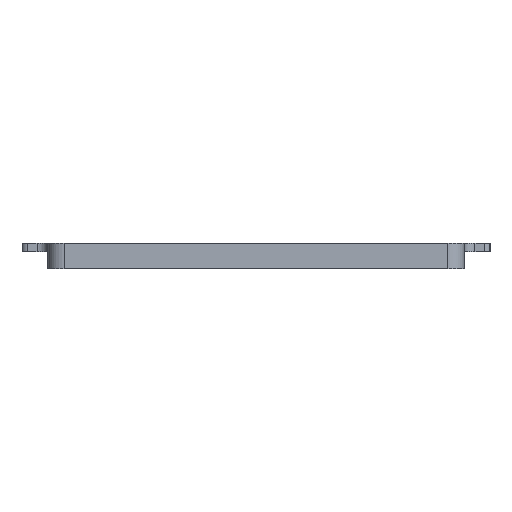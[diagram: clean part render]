
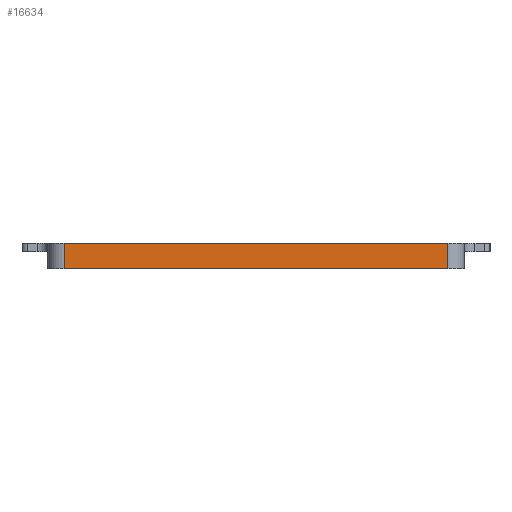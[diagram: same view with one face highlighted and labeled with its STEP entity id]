
A CAD part, left-side view. The second image highlights one B-rep face of the part: STEP entity #16634.
In plain terms, the highlighted planar face has unit normal (-1, 0, 0).
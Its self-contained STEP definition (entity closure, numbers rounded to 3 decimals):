
#1047=FACE_OUTER_BOUND('',#1952,.T.);
#1952=EDGE_LOOP('',(#14477,#14478,#14479,#14480));
#3573=LINE('',#25135,#5360);
#4315=LINE('',#27223,#6102);
#4368=LINE('',#27423,#6155);
#4369=LINE('',#27424,#6156);
#5360=VECTOR('',#20174,10.);
#6102=VECTOR('',#22158,10.);
#6155=VECTOR('',#22313,10.);
#6156=VECTOR('',#22314,10.);
#7123=VERTEX_POINT('',#25132);
#7124=VERTEX_POINT('',#25134);
#7848=VERTEX_POINT('',#27220);
#7849=VERTEX_POINT('',#27222);
#9043=EDGE_CURVE('',#7123,#7124,#3573,.T.);
#10108=EDGE_CURVE('',#7848,#7849,#4315,.T.);
#10210=EDGE_CURVE('',#7124,#7848,#4368,.T.);
#10211=EDGE_CURVE('',#7849,#7123,#4369,.T.);
#14477=ORIENTED_EDGE('',*,*,#10210,.F.);
#14478=ORIENTED_EDGE('',*,*,#9043,.F.);
#14479=ORIENTED_EDGE('',*,*,#10211,.F.);
#14480=ORIENTED_EDGE('',*,*,#10108,.F.);
#15910=PLANE('',#18079);
#16634=ADVANCED_FACE('',(#1047),#15910,.T.);
#18079=AXIS2_PLACEMENT_3D('',#27422,#22311,#22312);
#20174=DIRECTION('',(0.,1.,0.));
#22158=DIRECTION('',(0.,-1.,0.));
#22311=DIRECTION('center_axis',(-1.,0.,0.));
#22312=DIRECTION('ref_axis',(0.,1.,0.));
#22313=DIRECTION('',(0.,0.,1.));
#22314=DIRECTION('',(0.,0.,-1.));
#25132=CARTESIAN_POINT('',(-191.95,-74.65,-4.7));
#25134=CARTESIAN_POINT('',(-191.95,-4.5,-4.7));
#25135=CARTESIAN_POINT('',(-191.95,-1.5,-4.7));
#27220=CARTESIAN_POINT('',(-191.95,-4.5,0.));
#27222=CARTESIAN_POINT('',(-191.95,-74.65,0.));
#27223=CARTESIAN_POINT('',(-191.95,-58.613,0.));
#27422=CARTESIAN_POINT('Origin',(-191.95,-77.65,-1.6));
#27423=CARTESIAN_POINT('',(-191.95,-4.5,-1.6));
#27424=CARTESIAN_POINT('',(-191.95,-74.65,-1.6));
